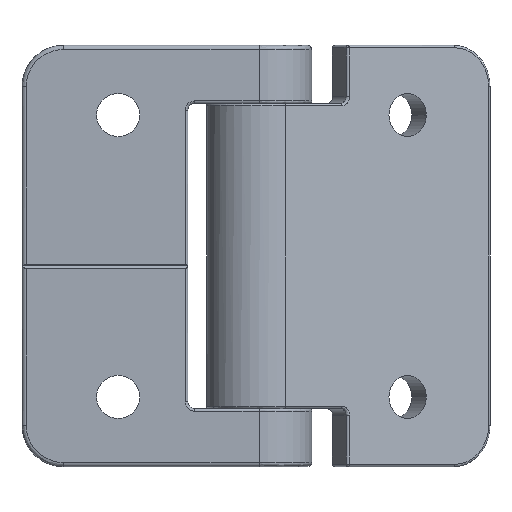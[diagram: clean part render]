
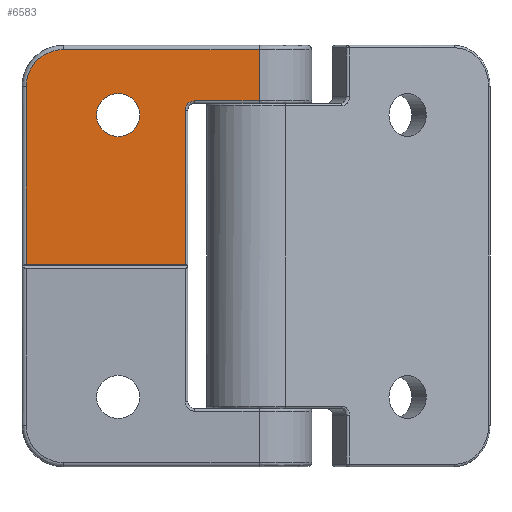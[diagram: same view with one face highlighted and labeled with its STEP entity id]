
A CAD part, front view. The second image highlights one B-rep face of the part: STEP entity #6583.
In plain terms, the highlighted planar face has unit normal (0, -1, 0).
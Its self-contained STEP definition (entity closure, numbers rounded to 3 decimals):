
#241 = EDGE_LOOP ( 'NONE', ( #6344, #6037, #5580, #3955, #3166, #4760, #3610, #3133 ) ) ;
#267 = DIRECTION ( 'NONE',  ( 0., 0., -1. ) ) ;
#366 = AXIS2_PLACEMENT_3D ( 'NONE', #6547, #6542, #6540 ) ;
#469 = VERTEX_POINT ( 'NONE', #4436 ) ;
#517 = ORIENTED_EDGE ( 'NONE', *, *, #4548, .F. ) ;
#1109 = VERTEX_POINT ( 'NONE', #7993 ) ;
#1481 = CARTESIAN_POINT ( 'NONE',  ( -8.9, -6.35, 25.4 ) ) ;
#1553 = DIRECTION ( 'NONE',  ( 0., 0., 1. ) ) ;
#1564 = DIRECTION ( 'NONE',  ( 0., -1., 0. ) ) ;
#1567 = CARTESIAN_POINT ( 'NONE',  ( -17., -6.35, 17. ) ) ;
#1632 = ORIENTED_EDGE ( 'NONE', *, *, #3767, .F. ) ;
#1741 = VERTEX_POINT ( 'NONE', #3418 ) ;
#1797 =( BOUNDED_CURVE ( )  B_SPLINE_CURVE ( 3, ( #6093, #6096, #6085, #6081 ),
 .UNSPECIFIED., .F., .T. ) 
 B_SPLINE_CURVE_WITH_KNOTS ( ( 4, 4 ),
 ( 0., 1. ),
 .UNSPECIFIED. ) 
 CURVE ( )  GEOMETRIC_REPRESENTATION_ITEM ( )  RATIONAL_B_SPLINE_CURVE ( ( 1., 0.805, 0.805, 1. ) ) 
 REPRESENTATION_ITEM ( '' )  );
#1993 = VECTOR ( 'NONE', #2186, 1000. ) ;
#2043 = LINE ( 'NONE', #2198, #1993 ) ;
#2186 = DIRECTION ( 'NONE',  ( -1., 0., 0. ) ) ;
#2198 = CARTESIAN_POINT ( 'NONE',  ( 0., -6.35, 18.7 ) ) ;
#2321 = CARTESIAN_POINT ( 'NONE',  ( -23.6, -6.35, 24.9 ) ) ;
#2323 = CARTESIAN_POINT ( 'NONE',  ( 0., -6.35, 18.7 ) ) ;
#2606 = VECTOR ( 'NONE', #3368, 1000. ) ;
#2612 = LINE ( 'NONE', #3498, #2606 ) ;
#2654 = VECTOR ( 'NONE', #3597, 1000. ) ;
#2685 = LINE ( 'NONE', #3584, #2654 ) ;
#2822 = AXIS2_PLACEMENT_3D ( 'NONE', #1567, #1564, #1553 ) ;
#3133 = ORIENTED_EDGE ( 'NONE', *, *, #5386, .F. ) ;
#3153 = VERTEX_POINT ( 'NONE', #5201 ) ;
#3166 = ORIENTED_EDGE ( 'NONE', *, *, #5329, .F. ) ;
#3368 = DIRECTION ( 'NONE',  ( 0., 0., 1. ) ) ;
#3418 = CARTESIAN_POINT ( 'NONE',  ( 0., -6.35, 24.9 ) ) ;
#3498 = CARTESIAN_POINT ( 'NONE',  ( -28.1, -6.35, 25.4 ) ) ;
#3584 = CARTESIAN_POINT ( 'NONE',  ( 0., -6.35, 25.4 ) ) ;
#3597 = DIRECTION ( 'NONE',  ( 0., 0., -1. ) ) ;
#3610 = ORIENTED_EDGE ( 'NONE', *, *, #6671, .F. ) ;
#3767 = EDGE_CURVE ( 'NONE', #5233, #5273, #8399, .T. ) ;
#3781 = EDGE_CURVE ( 'NONE', #6918, #3153, #8234, .T. ) ;
#3955 = ORIENTED_EDGE ( 'NONE', *, *, #5550, .F. ) ;
#4048 = CARTESIAN_POINT ( 'NONE',  ( -17., -6.35, 19.6 ) ) ;
#4131 = CARTESIAN_POINT ( 'NONE',  ( -17., -6.35, 14.4 ) ) ;
#4297 = CARTESIAN_POINT ( 'NONE',  ( -8.9, -6.35, 17.6 ) ) ;
#4433 = EDGE_CURVE ( 'NONE', #469, #6918, #4935, .T. ) ;
#4436 = CARTESIAN_POINT ( 'NONE',  ( -7.8, -6.35, 18.7 ) ) ;
#4484 = EDGE_CURVE ( 'NONE', #3153, #5914, #5823, .T. ) ;
#4548 = EDGE_CURVE ( 'NONE', #5273, #5233, #5307, .T. ) ;
#4604 = EDGE_LOOP ( 'NONE', ( #517, #1632 ) ) ;
#4715 = LINE ( 'NONE', #6645, #7553 ) ;
#4760 = ORIENTED_EDGE ( 'NONE', *, *, #6609, .F. ) ;
#4853 = FACE_BOUND ( 'NONE', #4604, .T. ) ;
#4874 = FACE_OUTER_BOUND ( 'NONE', #241, .T. ) ;
#4935 =( BOUNDED_CURVE ( )  B_SPLINE_CURVE ( 3, ( #8529, #8440, #8431, #6170 ),
 .UNSPECIFIED., .F., .T. ) 
 B_SPLINE_CURVE_WITH_KNOTS ( ( 4, 4 ),
 ( 0., 1. ),
 .UNSPECIFIED. ) 
 CURVE ( )  GEOMETRIC_REPRESENTATION_ITEM ( )  RATIONAL_B_SPLINE_CURVE ( ( 1., 0.805, 0.805, 1. ) ) 
 REPRESENTATION_ITEM ( '' )  );
#5201 = CARTESIAN_POINT ( 'NONE',  ( -8.9, -6.35, -0.981 ) ) ;
#5233 = VERTEX_POINT ( 'NONE', #4131 ) ;
#5273 = VERTEX_POINT ( 'NONE', #4048 ) ;
#5307 = CIRCLE ( 'NONE', #7122, 2.6 ) ;
#5329 = EDGE_CURVE ( 'NONE', #1741, #7232, #2685, .T. ) ;
#5386 = EDGE_CURVE ( 'NONE', #5914, #1109, #2612, .T. ) ;
#5531 = VERTEX_POINT ( 'NONE', #2321 ) ;
#5550 = EDGE_CURVE ( 'NONE', #7232, #469, #2043, .T. ) ;
#5580 = ORIENTED_EDGE ( 'NONE', *, *, #4433, .F. ) ;
#5784 = VECTOR ( 'NONE', #8305, 1000. ) ;
#5823 = LINE ( 'NONE', #8012, #5784 ) ;
#5914 = VERTEX_POINT ( 'NONE', #8419 ) ;
#6037 = ORIENTED_EDGE ( 'NONE', *, *, #3781, .F. ) ;
#6081 = CARTESIAN_POINT ( 'NONE',  ( -23.6, -6.35, 24.9 ) ) ;
#6085 = CARTESIAN_POINT ( 'NONE',  ( -26.236, -6.35, 24.9 ) ) ;
#6093 = CARTESIAN_POINT ( 'NONE',  ( -28.1, -6.35, 20.4 ) ) ;
#6096 = CARTESIAN_POINT ( 'NONE',  ( -28.1, -6.35, 23.036 ) ) ;
#6170 = CARTESIAN_POINT ( 'NONE',  ( -8.9, -6.35, 17.6 ) ) ;
#6344 = ORIENTED_EDGE ( 'NONE', *, *, #4484, .F. ) ;
#6525 = DIRECTION ( 'NONE',  ( 1., 0., 0. ) ) ;
#6540 = DIRECTION ( 'NONE',  ( 0., 0., 1. ) ) ;
#6542 = DIRECTION ( 'NONE',  ( 0., 1., 0. ) ) ;
#6547 = CARTESIAN_POINT ( 'NONE',  ( 0., -6.35, 25.4 ) ) ;
#6583 = ADVANCED_FACE ( 'NONE', ( #4874, #4853 ), #6620, .F. ) ;
#6609 = EDGE_CURVE ( 'NONE', #5531, #1741, #4715, .T. ) ;
#6620 = PLANE ( 'NONE',  #366 ) ;
#6645 = CARTESIAN_POINT ( 'NONE',  ( 0., -6.35, 24.9 ) ) ;
#6671 = EDGE_CURVE ( 'NONE', #1109, #5531, #1797, .T. ) ;
#6918 = VERTEX_POINT ( 'NONE', #4297 ) ;
#7122 = AXIS2_PLACEMENT_3D ( 'NONE', #7410, #7403, #7389 ) ;
#7232 = VERTEX_POINT ( 'NONE', #2323 ) ;
#7389 = DIRECTION ( 'NONE',  ( 0., 0., 1. ) ) ;
#7403 = DIRECTION ( 'NONE',  ( 0., -1., 0. ) ) ;
#7410 = CARTESIAN_POINT ( 'NONE',  ( -17., -6.35, 17. ) ) ;
#7553 = VECTOR ( 'NONE', #6525, 1000. ) ;
#7993 = CARTESIAN_POINT ( 'NONE',  ( -28.1, -6.35, 20.4 ) ) ;
#8012 = CARTESIAN_POINT ( 'NONE',  ( 0., -6.35, -0.981 ) ) ;
#8210 = VECTOR ( 'NONE', #267, 1000. ) ;
#8234 = LINE ( 'NONE', #1481, #8210 ) ;
#8305 = DIRECTION ( 'NONE',  ( -1., 0., 0. ) ) ;
#8399 = CIRCLE ( 'NONE', #2822, 2.6 ) ;
#8419 = CARTESIAN_POINT ( 'NONE',  ( -28.1, -6.35, -0.981 ) ) ;
#8431 = CARTESIAN_POINT ( 'NONE',  ( -8.9, -6.35, 18.244 ) ) ;
#8440 = CARTESIAN_POINT ( 'NONE',  ( -8.444, -6.35, 18.7 ) ) ;
#8529 = CARTESIAN_POINT ( 'NONE',  ( -7.8, -6.35, 18.7 ) ) ;
